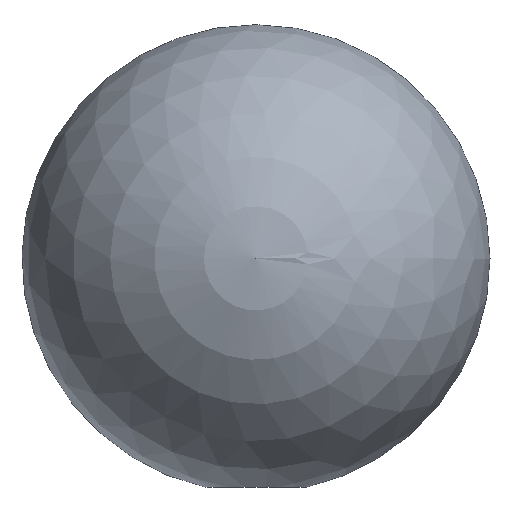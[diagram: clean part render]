
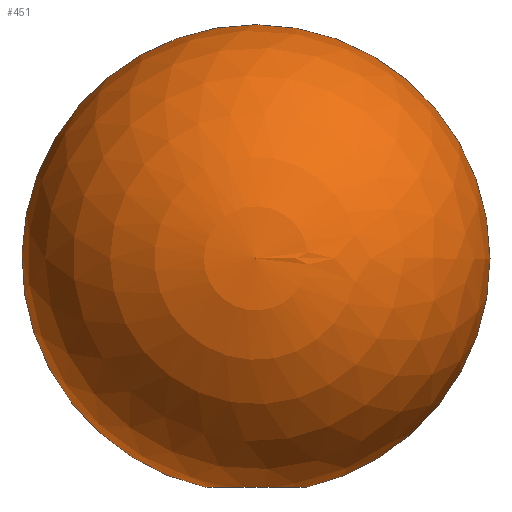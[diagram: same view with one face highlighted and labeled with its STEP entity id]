
A CAD part, top view. The second image highlights one B-rep face of the part: STEP entity #451.
In plain terms, the highlighted spherical face has radius 22.5 mm.
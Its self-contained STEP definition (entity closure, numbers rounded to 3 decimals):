
#10 = DIRECTION ( 'NONE',  ( 0., 0., 1. ) ) ;
#29 = CIRCLE ( 'NONE', #344, 22.5 ) ;
#36 = CARTESIAN_POINT ( 'NONE',  ( 0., -21.964, 0. ) ) ;
#50 = EDGE_CURVE ( 'NONE', #87, #422, #407, .T. ) ;
#65 = FACE_OUTER_BOUND ( 'NONE', #224, .T. ) ;
#68 = ORIENTED_EDGE ( 'NONE', *, *, #90, .T. ) ;
#69 = CARTESIAN_POINT ( 'NONE',  ( 0., -21.964, 4.882 ) ) ;
#74 = CARTESIAN_POINT ( 'NONE',  ( 4.882, -21.964, 0. ) ) ;
#77 = CARTESIAN_POINT ( 'NONE',  ( 0., -21.964, 0. ) ) ;
#87 = VERTEX_POINT ( 'NONE', #74 ) ;
#90 = EDGE_CURVE ( 'NONE', #181, #132, #186, .T. ) ;
#105 = DIRECTION ( 'NONE',  ( 0., 0., 1. ) ) ;
#119 = CARTESIAN_POINT ( 'NONE',  ( 0., 0., 0. ) ) ;
#132 = VERTEX_POINT ( 'NONE', #69 ) ;
#163 = DIRECTION ( 'NONE',  ( 0., 0., -1. ) ) ;
#164 = AXIS2_PLACEMENT_3D ( 'NONE', #36, #244, #10 ) ;
#169 = EDGE_CURVE ( 'NONE', #181, #422, #29, .T. ) ;
#181 = VERTEX_POINT ( 'NONE', #263 ) ;
#186 = CIRCLE ( 'NONE', #364, 4.882 ) ;
#198 = DIRECTION ( 'NONE',  ( 1., 0., 0. ) ) ;
#224 = EDGE_LOOP ( 'NONE', ( #409, #68, #369, #271 ) ) ;
#244 = DIRECTION ( 'NONE',  ( 0., 1., 0. ) ) ;
#250 = DIRECTION ( 'NONE',  ( 0., 1., 0. ) ) ;
#260 = DIRECTION ( 'NONE',  ( 0., 0., -1. ) ) ;
#263 = CARTESIAN_POINT ( 'NONE',  ( -4.882, -21.964, 0. ) ) ;
#269 = CARTESIAN_POINT ( 'NONE',  ( 0., 0., 0. ) ) ;
#271 = ORIENTED_EDGE ( 'NONE', *, *, #50, .T. ) ;
#283 = AXIS2_PLACEMENT_3D ( 'NONE', #427, #105, #292 ) ;
#291 = AXIS2_PLACEMENT_3D ( 'NONE', #269, #163, #198 ) ;
#292 = DIRECTION ( 'NONE',  ( 1., 0., 0. ) ) ;
#293 = CARTESIAN_POINT ( 'NONE',  ( 0., 22.5, 0. ) ) ;
#339 = SPHERICAL_SURFACE ( 'NONE', #291, 22.5 ) ;
#343 = CIRCLE ( 'NONE', #164, 4.882 ) ;
#344 = AXIS2_PLACEMENT_3D ( 'NONE', #119, #260, #401 ) ;
#361 = DIRECTION ( 'NONE',  ( 0., 0., 1. ) ) ;
#364 = AXIS2_PLACEMENT_3D ( 'NONE', #77, #250, #361 ) ;
#369 = ORIENTED_EDGE ( 'NONE', *, *, #378, .T. ) ;
#378 = EDGE_CURVE ( 'NONE', #132, #87, #343, .T. ) ;
#401 = DIRECTION ( 'NONE',  ( -1., 0., 0. ) ) ;
#407 = CIRCLE ( 'NONE', #283, 22.5 ) ;
#409 = ORIENTED_EDGE ( 'NONE', *, *, #169, .F. ) ;
#422 = VERTEX_POINT ( 'NONE', #293 ) ;
#427 = CARTESIAN_POINT ( 'NONE',  ( 0., 0., 0. ) ) ;
#451 = ADVANCED_FACE ( 'NONE', ( #65 ), #339, .T. ) ;
